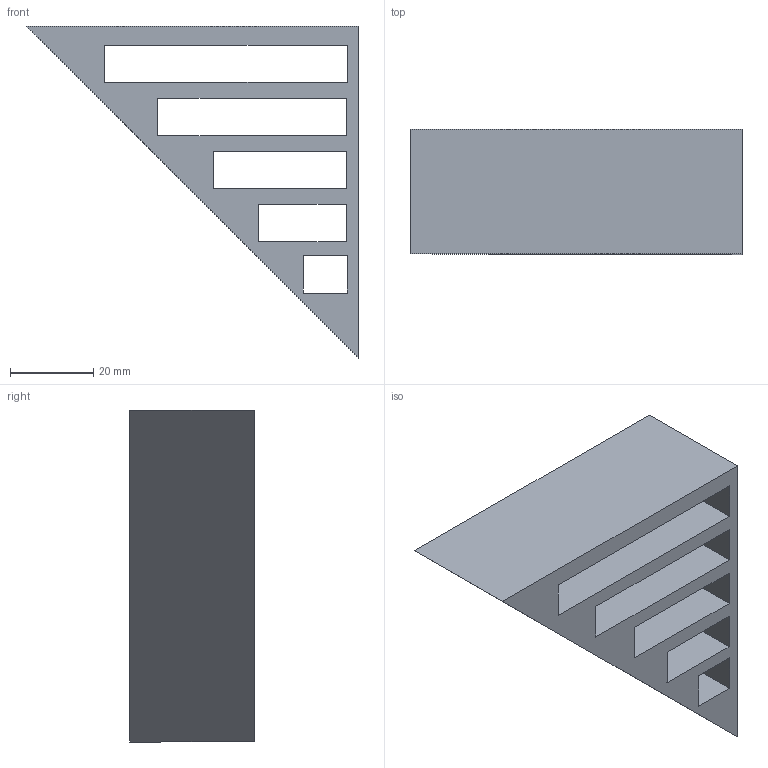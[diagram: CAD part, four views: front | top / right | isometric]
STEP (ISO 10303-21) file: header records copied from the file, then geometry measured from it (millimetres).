
FILE_DESCRIPTION(('FreeCAD Model'),'2;1');
FILE_NAME('cliu2-D2-remixD1.step', '2018-06-13T16:22:35',('Author'),(''), 'Open CASCADE STEP processor 7.2','FreeCAD','Unknown');
FILE_SCHEMA(('AUTOMOTIVE_DESIGN { 1 0 10303 214 1 1 1 1 }'));
Length unit declared in the file: millimetre
Products named in the file (1): cliu2-D1
Bounding box: 80 x 30 x 80 mm (x, y, z)
Volume: 50720.6 mm3; surface area: 24337.6 mm2
Topology: 1 solids, 1 shells, 25 faces, 69 edges, 46 vertices
Faces by surface type: plane 25
Entity records: 1721 total; most frequent: CARTESIAN_POINT 279, DIRECTION 259, LINE 207, VECTOR 207, ORIENTED_EDGE 138, PCURVE 138, DEFINITIONAL_REPRESENTATION 138, EDGE_CURVE 69
